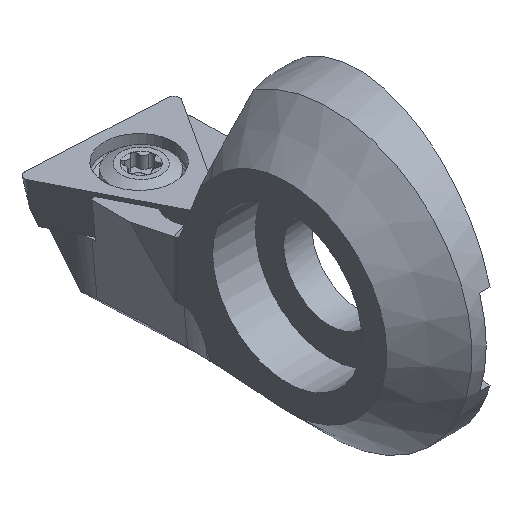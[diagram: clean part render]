
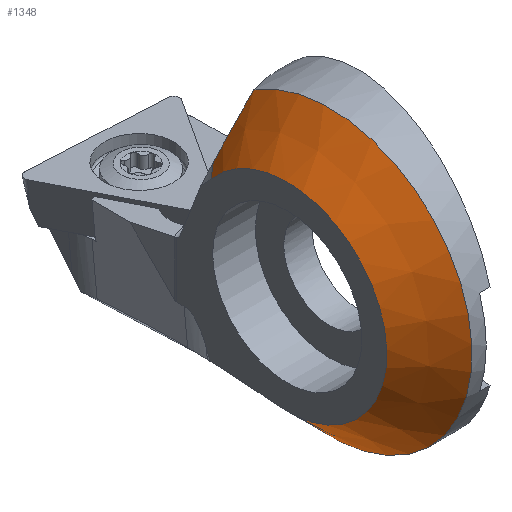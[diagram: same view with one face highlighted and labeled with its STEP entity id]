
A CAD part, isometric view. The second image highlights one B-rep face of the part: STEP entity #1348.
In plain terms, the highlighted conical face has half-angle 45 degrees and reference radius 10 mm.
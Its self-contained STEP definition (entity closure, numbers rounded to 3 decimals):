
#37=CONICAL_SURFACE('',#1539,10.,0.785);
#49=(
BOUNDED_CURVE()
B_SPLINE_CURVE(2,(#2268,#2269,#2270),.UNSPECIFIED.,.F.,.F.)
B_SPLINE_CURVE_WITH_KNOTS((3,3),(-1.006,-0.473),
 .UNSPECIFIED.)
CURVE()
GEOMETRIC_REPRESENTATION_ITEM()
RATIONAL_B_SPLINE_CURVE((1.741,1.639,1.437))
REPRESENTATION_ITEM('')
);
#121=CIRCLE('',#1504,10.);
#127=CIRCLE('',#1526,7.);
#198=FACE_OUTER_BOUND('',#279,.T.);
#279=EDGE_LOOP('',(#1077,#1078,#1079,#1080,#1081));
#409=LINE('',#2327,#513);
#410=LINE('',#2328,#514);
#513=VECTOR('',#1840,1000.);
#514=VECTOR('',#1841,1000.);
#598=VERTEX_POINT('',#2185);
#599=VERTEX_POINT('',#2187);
#618=VERTEX_POINT('',#2264);
#621=VERTEX_POINT('',#2282);
#622=VERTEX_POINT('',#2284);
#744=EDGE_CURVE('',#598,#599,#121,.T.);
#773=EDGE_CURVE('',#618,#599,#49,.T.);
#780=EDGE_CURVE('',#621,#622,#127,.T.);
#796=EDGE_CURVE('',#618,#622,#409,.T.);
#797=EDGE_CURVE('',#598,#621,#410,.T.);
#1077=ORIENTED_EDGE('',*,*,#796,.T.);
#1078=ORIENTED_EDGE('',*,*,#780,.F.);
#1079=ORIENTED_EDGE('',*,*,#797,.F.);
#1080=ORIENTED_EDGE('',*,*,#744,.T.);
#1081=ORIENTED_EDGE('',*,*,#773,.F.);
#1348=ADVANCED_FACE('',(#198),#37,.T.);
#1504=AXIS2_PLACEMENT_3D('',#2189,#1739,#1740);
#1526=AXIS2_PLACEMENT_3D('',#2285,#1804,#1805);
#1539=AXIS2_PLACEMENT_3D('',#2326,#1838,#1839);
#1739=DIRECTION('center_axis',(-1.,0.,0.));
#1740=DIRECTION('ref_axis',(0.,0.1,-0.995));
#1804=DIRECTION('center_axis',(-1.,0.,0.));
#1805=DIRECTION('ref_axis',(0.,1.,0.));
#1838=DIRECTION('center_axis',(1.,0.,0.));
#1839=DIRECTION('ref_axis',(0.,-0.926,0.377));
#1840=DIRECTION('',(-0.707,-0.542,-0.455));
#1841=DIRECTION('',(-0.707,-0.071,0.704));
#2185=CARTESIAN_POINT('',(-2.,1.,-9.95));
#2187=CARTESIAN_POINT('',(-2.,5.346,8.451));
#2189=CARTESIAN_POINT('Origin',(-2.,0.,0.));
#2264=CARTESIAN_POINT('',(-4.351,5.859,4.917));
#2268=CARTESIAN_POINT('Ctrl Pts',(-4.351,5.859,4.917));
#2269=CARTESIAN_POINT('Ctrl Pts',(-3.662,5.554,6.353));
#2270=CARTESIAN_POINT('Ctrl Pts',(-2.,5.346,8.451));
#2282=CARTESIAN_POINT('',(-5.,0.7,-6.965));
#2284=CARTESIAN_POINT('',(-5.,5.362,4.5));
#2285=CARTESIAN_POINT('Origin',(-5.,0.,0.));
#2326=CARTESIAN_POINT('Origin',(-2.,0.,0.));
#2327=CARTESIAN_POINT('',(-7.05,3.792,3.182));
#2328=CARTESIAN_POINT('',(-7.05,0.495,-4.925));
